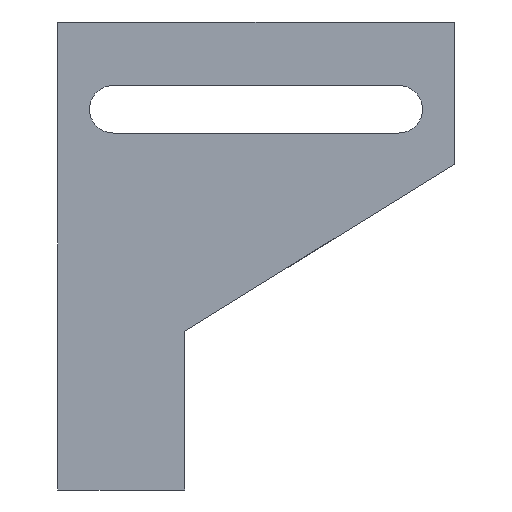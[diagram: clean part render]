
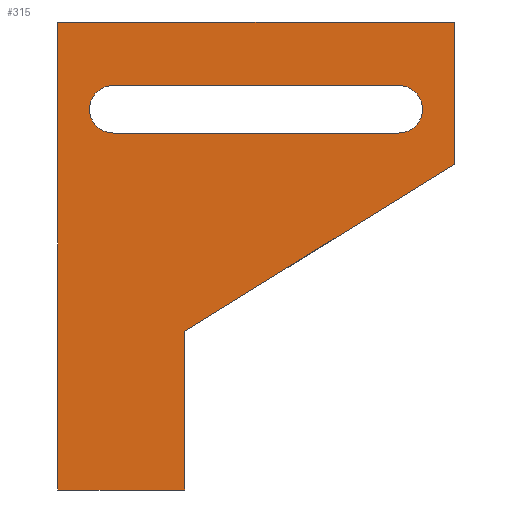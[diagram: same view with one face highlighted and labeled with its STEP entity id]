
A CAD part, left-side view. The second image highlights one B-rep face of the part: STEP entity #315.
In plain terms, the highlighted planar face has unit normal (-1, 0, 0).
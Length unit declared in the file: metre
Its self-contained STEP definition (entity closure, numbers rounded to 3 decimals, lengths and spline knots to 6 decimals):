
#20=CIRCLE('',#350,0.0015);
#21=CIRCLE('',#351,0.0015);
#54=ORIENTED_EDGE('',*,*,#133,.F.);
#55=ORIENTED_EDGE('',*,*,#134,.T.);
#56=ORIENTED_EDGE('',*,*,#111,.T.);
#57=ORIENTED_EDGE('',*,*,#135,.T.);
#58=ORIENTED_EDGE('',*,*,#120,.T.);
#59=ORIENTED_EDGE('',*,*,#136,.F.);
#60=ORIENTED_EDGE('',*,*,#137,.F.);
#61=ORIENTED_EDGE('',*,*,#138,.F.);
#62=ORIENTED_EDGE('',*,*,#139,.F.);
#63=ORIENTED_EDGE('',*,*,#140,.T.);
#111=EDGE_CURVE('',#151,#153,#182,.T.);
#120=EDGE_CURVE('',#157,#162,#189,.T.);
#133=EDGE_CURVE('',#171,#172,#200,.T.);
#134=EDGE_CURVE('',#171,#151,#201,.T.);
#135=EDGE_CURVE('',#153,#157,#202,.T.);
#136=EDGE_CURVE('',#172,#162,#203,.T.);
#137=EDGE_CURVE('',#173,#174,#20,.T.);
#138=EDGE_CURVE('',#175,#173,#204,.T.);
#139=EDGE_CURVE('',#176,#175,#21,.T.);
#140=EDGE_CURVE('',#176,#174,#205,.T.);
#151=VERTEX_POINT('',#455);
#153=VERTEX_POINT('',#459);
#157=VERTEX_POINT('',#468);
#162=VERTEX_POINT('',#478);
#171=VERTEX_POINT('',#505);
#172=VERTEX_POINT('',#506);
#173=VERTEX_POINT('',#511);
#174=VERTEX_POINT('',#512);
#175=VERTEX_POINT('',#514);
#176=VERTEX_POINT('',#516);
#182=LINE('',#460,#216);
#189=LINE('',#479,#223);
#200=LINE('',#504,#234);
#201=LINE('',#507,#235);
#202=LINE('',#508,#236);
#203=LINE('',#509,#237);
#204=LINE('',#513,#238);
#205=LINE('',#517,#239);
#216=VECTOR('',#372,1.);
#223=VECTOR('',#385,1.);
#234=VECTOR('',#408,1.);
#235=VECTOR('',#409,1.);
#236=VECTOR('',#410,1.);
#237=VECTOR('',#411,1.);
#238=VECTOR('',#414,1.);
#239=VECTOR('',#417,1.);
#255=EDGE_LOOP('',(#54,#55,#56,#57,#58,#59));
#256=EDGE_LOOP('',(#60,#61,#62,#63));
#280=FACE_BOUND('',#255,.T.);
#281=FACE_BOUND('',#256,.T.);
#302=PLANE('',#349);
#315=ADVANCED_FACE('',(#280,#281),#302,.F.);
#349=AXIS2_PLACEMENT_3D('',#503,#406,#407);
#350=AXIS2_PLACEMENT_3D('',#510,#412,#413);
#351=AXIS2_PLACEMENT_3D('',#515,#415,#416);
#372=DIRECTION('',(0.,0.,1.));
#385=DIRECTION('',(0.,0.,-1.));
#406=DIRECTION('',(1.,0.,0.));
#407=DIRECTION('',(0.,0.,-1.));
#408=DIRECTION('',(0.,0.,-1.));
#409=DIRECTION('',(0.,-0.85,0.527));
#410=DIRECTION('',(0.,1.,0.));
#411=DIRECTION('',(0.,1.,0.));
#412=DIRECTION('',(-1.,0.,0.));
#413=DIRECTION('',(0.,0.,1.));
#414=DIRECTION('',(0.,-1.,0.));
#415=DIRECTION('',(-1.,0.,0.));
#416=DIRECTION('',(0.,0.,1.));
#417=DIRECTION('',(0.,-1.,0.));
#455=CARTESIAN_POINT('',(-0.0125,-0.025,0.015536));
#459=CARTESIAN_POINT('',(-0.0125,-0.025,0.0245));
#460=CARTESIAN_POINT('',(-0.0125,-0.025,0.019));
#468=CARTESIAN_POINT('',(-0.0125,0.,0.0245));
#478=CARTESIAN_POINT('',(-0.0125,0.,-0.005));
#479=CARTESIAN_POINT('',(-0.0125,0.,0.));
#503=CARTESIAN_POINT('',(-0.0125,-0.008,0.));
#504=CARTESIAN_POINT('',(-0.0125,-0.008,0.));
#505=CARTESIAN_POINT('',(-0.0125,-0.008,0.005));
#506=CARTESIAN_POINT('',(-0.0125,-0.008,-0.005));
#507=CARTESIAN_POINT('',(-0.0125,-0.0165,0.010268));
#508=CARTESIAN_POINT('',(-0.0125,-0.0125,0.0245));
#509=CARTESIAN_POINT('',(-0.0125,-0.008,-0.005));
#510=CARTESIAN_POINT('',(-0.0125,-0.0215,0.019));
#511=CARTESIAN_POINT('',(-0.0125,-0.0215,0.0175));
#512=CARTESIAN_POINT('',(-0.0125,-0.0215,0.0205));
#513=CARTESIAN_POINT('',(-0.0125,-0.0125,0.0175));
#514=CARTESIAN_POINT('',(-0.0125,-0.0035,0.0175));
#515=CARTESIAN_POINT('',(-0.0125,-0.0035,0.019));
#516=CARTESIAN_POINT('',(-0.0125,-0.0035,0.0205));
#517=CARTESIAN_POINT('',(-0.0125,-0.0125,0.0205));
